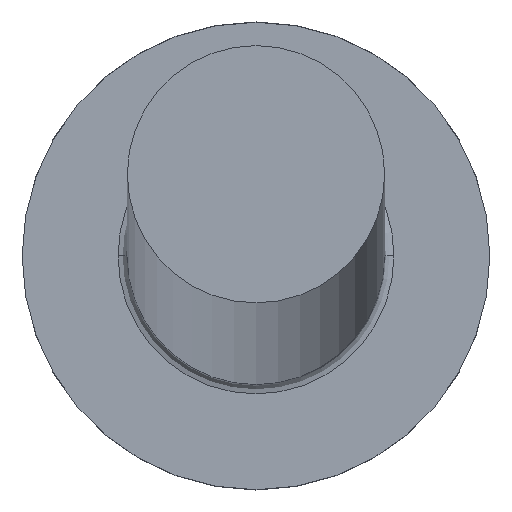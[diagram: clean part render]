
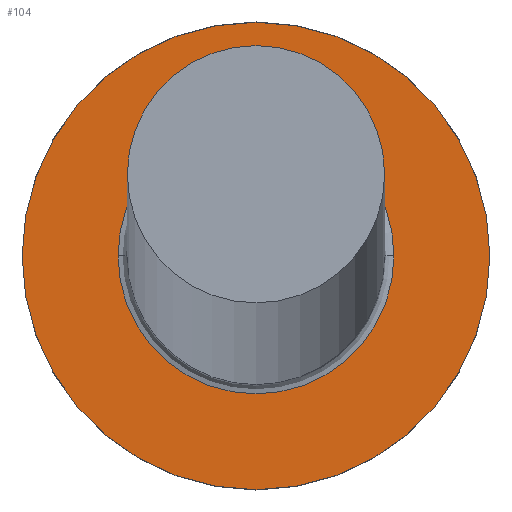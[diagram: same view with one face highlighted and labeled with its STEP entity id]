
A CAD part, top view. The second image highlights one B-rep face of the part: STEP entity #104.
In plain terms, the highlighted planar face has unit normal (0, 0, 1).
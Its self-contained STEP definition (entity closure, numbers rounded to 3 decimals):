
#1 = CIRCLE ( 'NONE', #214, 5. ) ;
#2 = VERTEX_POINT ( 'NONE', #146 ) ;
#6 = AXIS2_PLACEMENT_3D ( 'NONE', #185, #277, #167 ) ;
#18 = ORIENTED_EDGE ( 'NONE', *, *, #25, .T. ) ;
#19 = PLANE ( 'NONE',  #172 ) ;
#25 = EDGE_CURVE ( 'NONE', #195, #71, #196, .T. ) ;
#35 = CARTESIAN_POINT ( 'NONE',  ( 5., 0., 3. ) ) ;
#46 = EDGE_CURVE ( 'NONE', #71, #195, #229, .T. ) ;
#51 = ORIENTED_EDGE ( 'NONE', *, *, #248, .T. ) ;
#57 = AXIS2_PLACEMENT_3D ( 'NONE', #304, #216, #306 ) ;
#69 = DIRECTION ( 'NONE',  ( 1., 0., 0. ) ) ;
#71 = VERTEX_POINT ( 'NONE', #184 ) ;
#75 = FACE_BOUND ( 'NONE', #295, .T. ) ;
#81 = ORIENTED_EDGE ( 'NONE', *, *, #294, .T. ) ;
#102 = AXIS2_PLACEMENT_3D ( 'NONE', #250, #118, #69 ) ;
#103 = ORIENTED_EDGE ( 'NONE', *, *, #46, .T. ) ;
#104 = ADVANCED_FACE ( 'NONE', ( #75, #255 ), #19, .T. ) ;
#118 = DIRECTION ( 'NONE',  ( 0., 0., -1. ) ) ;
#127 = DIRECTION ( 'NONE',  ( 0., 0., 1. ) ) ;
#146 = CARTESIAN_POINT ( 'NONE',  ( -5., 0., 3. ) ) ;
#148 = VERTEX_POINT ( 'NONE', #35 ) ;
#167 = DIRECTION ( 'NONE',  ( 1., 0., 0. ) ) ;
#172 = AXIS2_PLACEMENT_3D ( 'NONE', #211, #300, #298 ) ;
#184 = CARTESIAN_POINT ( 'NONE',  ( -2.95, 0., 3. ) ) ;
#185 = CARTESIAN_POINT ( 'NONE',  ( 0., 0., 3. ) ) ;
#195 = VERTEX_POINT ( 'NONE', #210 ) ;
#196 = CIRCLE ( 'NONE', #57, 2.95 ) ;
#201 = CARTESIAN_POINT ( 'NONE',  ( 0., 0., 3. ) ) ;
#210 = CARTESIAN_POINT ( 'NONE',  ( 2.95, 0., 3. ) ) ;
#211 = CARTESIAN_POINT ( 'NONE',  ( 0., 0., 3. ) ) ;
#214 = AXIS2_PLACEMENT_3D ( 'NONE', #201, #127, #268 ) ;
#216 = DIRECTION ( 'NONE',  ( 0., 0., -1. ) ) ;
#229 = CIRCLE ( 'NONE', #102, 2.95 ) ;
#248 = EDGE_CURVE ( 'NONE', #2, #148, #264, .T. ) ;
#250 = CARTESIAN_POINT ( 'NONE',  ( 0., 0., 3. ) ) ;
#255 = FACE_OUTER_BOUND ( 'NONE', #307, .T. ) ;
#264 = CIRCLE ( 'NONE', #6, 5. ) ;
#268 = DIRECTION ( 'NONE',  ( 1., 0., 0. ) ) ;
#277 = DIRECTION ( 'NONE',  ( 0., 0., 1. ) ) ;
#294 = EDGE_CURVE ( 'NONE', #148, #2, #1, .T. ) ;
#295 = EDGE_LOOP ( 'NONE', ( #18, #103 ) ) ;
#298 = DIRECTION ( 'NONE',  ( 1., 0., 0. ) ) ;
#300 = DIRECTION ( 'NONE',  ( 0., 0., 1. ) ) ;
#304 = CARTESIAN_POINT ( 'NONE',  ( 0., 0., 3. ) ) ;
#306 = DIRECTION ( 'NONE',  ( 1., 0., 0. ) ) ;
#307 = EDGE_LOOP ( 'NONE', ( #51, #81 ) ) ;
